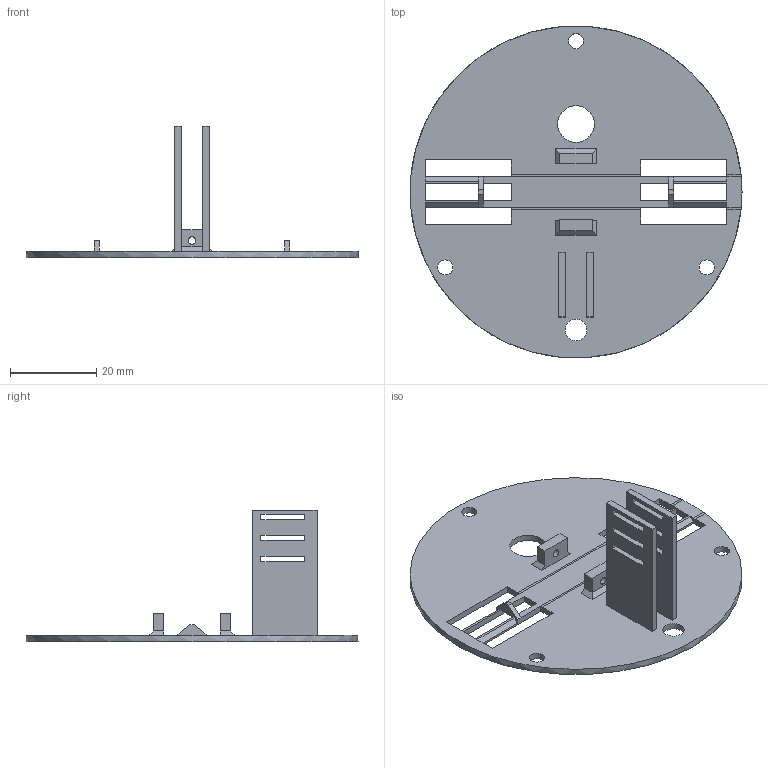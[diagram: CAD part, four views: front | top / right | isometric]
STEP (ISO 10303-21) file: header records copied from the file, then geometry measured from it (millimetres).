
FILE_DESCRIPTION(('FreeCAD Model'),'2;1');
FILE_NAME('Open CASCADE Shape Model','2025-01-12T17:10:56',(''),(''), 'Open CASCADE STEP processor 7.6','FreeCAD','Unknown');
FILE_SCHEMA(('AUTOMOTIVE_DESIGN { 1 0 10303 214 1 1 1 1 }'));
Length unit declared in the file: millimetre
Products named in the file (1): VippeBund
Bounding box: 77 x 77 x 30.5 mm (x, y, z)
Volume: 7489.1 mm3; surface area: 11264.7 mm2
Topology: 1 solids, 1 shells, 106 faces, 316 edges, 206 vertices
Faces by surface type: plane 98, cylinder 8
Full cylindrical faces by diameter (mm): 1.8 x2, 3.5 x3, 5 x1, 8.5 x1, 77 x1
Entity records: 7714 total; most frequent: CARTESIAN_POINT 1285, DIRECTION 1178, LINE 908, VECTOR 908, ORIENTED_EDGE 632, PCURVE 632, DEFINITIONAL_REPRESENTATION 632, EDGE_CURVE 316
